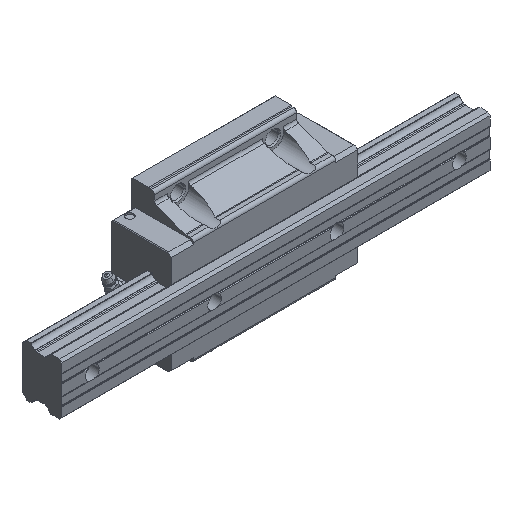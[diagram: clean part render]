
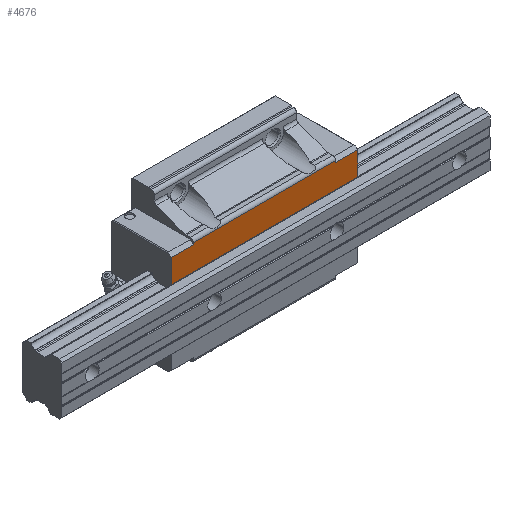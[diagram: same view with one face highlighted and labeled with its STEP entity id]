
A CAD part, isometric view. The second image highlights one B-rep face of the part: STEP entity #4676.
In plain terms, the highlighted planar face has unit normal (0, -1, 0).
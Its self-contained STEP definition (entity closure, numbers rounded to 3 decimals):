
#1698 = EDGE_CURVE( '', #2506, #4644, #4986, .T. );
#1804 = EDGE_CURVE( '', #2674, #2538, #5105, .T. );
#2284 = EDGE_CURVE( '', #4644, #2890, #5634, .T. );
#2506 = VERTEX_POINT( '', #5875 );
#2538 = VERTEX_POINT( '', #5908 );
#2674 = VERTEX_POINT( '', #6058 );
#2734 = EDGE_CURVE( '', #4548, #4710, #6123, .T. );
#2890 = VERTEX_POINT( '', #6296 );
#2894 = EDGE_CURVE( '', #2890, #2538, #6300, .T. );
#3218 = VERTEX_POINT( '', #6652 );
#3440 = EDGE_CURVE( '', #4548, #2506, #6895, .T. );
#4548 = VERTEX_POINT( '', #8123 );
#4644 = VERTEX_POINT( '', #8224 );
#4676 = ADVANCED_FACE( '', ( #8260 ), #8261, .T. );
#4710 = VERTEX_POINT( '', #8296 );
#4826 = EDGE_CURVE( '', #3218, #2674, #8420, .T. );
#4932 = EDGE_CURVE( '', #4710, #3218, #8539, .T. );
#4986 = LINE( '', #8601, #8602 );
#5105 = LINE( '', #8796, #8797 );
#5634 = LINE( '', #9554, #9555 );
#5875 = CARTESIAN_POINT( '', ( 181., 7.5, 16.5 ) );
#5908 = CARTESIAN_POINT( '', ( 166.5, 7.5, 33.15 ) );
#6058 = CARTESIAN_POINT( '', ( 73.5, 7.5, 33.15 ) );
#6123 = LINE( '', #10319, #10320 );
#6296 = CARTESIAN_POINT( '', ( 166.5, 7.5, 32. ) );
#6300 = LINE( '', #10584, #10585 );
#6652 = CARTESIAN_POINT( '', ( 73.5, 7.5, 32. ) );
#6895 = LINE( '', #11604, #11605 );
#8123 = CARTESIAN_POINT( '', ( 59., 7.5, 16.5 ) );
#8224 = CARTESIAN_POINT( '', ( 181., 7.5, 32. ) );
#8260 = FACE_OUTER_BOUND( '', #13599, .T. );
#8261 = PLANE( '', #13600 );
#8296 = CARTESIAN_POINT( '', ( 59., 7.5, 32. ) );
#8420 = LINE( '', #13854, #13855 );
#8539 = LINE( '', #14033, #14034 );
#8601 = CARTESIAN_POINT( '', ( 181., 7.5, -32. ) );
#8602 = VECTOR( '', #14064, 1. );
#8796 = CARTESIAN_POINT( '', ( 73.5, 7.5, 33.15 ) );
#8797 = VECTOR( '', #14284, 1. );
#9554 = CARTESIAN_POINT( '', ( 181., 7.5, 32. ) );
#9555 = VECTOR( '', #14909, 1. );
#10319 = CARTESIAN_POINT( '', ( 59., 7.5, -32. ) );
#10320 = VECTOR( '', #15398, 1. );
#10584 = CARTESIAN_POINT( '', ( 166.5, 7.5, -33.15 ) );
#10585 = VECTOR( '', #15593, 1. );
#11604 = CARTESIAN_POINT( '', ( 66.25, 7.5, 16.5 ) );
#11605 = VECTOR( '', #16176, 1. );
#13599 = EDGE_LOOP( '', ( #17854, #17855, #17856, #17857, #17858, #17859, #17860, #17861 ) );
#13600 = AXIS2_PLACEMENT_3D( '', #17862, #17863, #17864 );
#13854 = CARTESIAN_POINT( '', ( 73.5, 7.5, -33.15 ) );
#13855 = VECTOR( '', #18040, 1. );
#14033 = CARTESIAN_POINT( '', ( 59., 7.5, 32. ) );
#14034 = VECTOR( '', #18192, 1. );
#14064 = DIRECTION( '', ( 0., 0., 1. ) );
#14284 = DIRECTION( '', ( 1., 0., 0. ) );
#14909 = DIRECTION( '', ( -1., 0., 0. ) );
#15398 = DIRECTION( '', ( 0., 0., 1. ) );
#15593 = DIRECTION( '', ( 0., 0., 1. ) );
#16176 = DIRECTION( '', ( 1., 0., 0. ) );
#17854 = ORIENTED_EDGE( '', *, *, #3440, .T. );
#17855 = ORIENTED_EDGE( '', *, *, #1698, .T. );
#17856 = ORIENTED_EDGE( '', *, *, #2284, .T. );
#17857 = ORIENTED_EDGE( '', *, *, #2894, .T. );
#17858 = ORIENTED_EDGE( '', *, *, #1804, .F. );
#17859 = ORIENTED_EDGE( '', *, *, #4826, .F. );
#17860 = ORIENTED_EDGE( '', *, *, #4932, .F. );
#17861 = ORIENTED_EDGE( '', *, *, #2734, .F. );
#17862 = CARTESIAN_POINT( '', ( 73.5, 7.5, -33.15 ) );
#17863 = DIRECTION( '', ( 0., -1., 0. ) );
#17864 = DIRECTION( '', ( 0., 0., -1. ) );
#18040 = DIRECTION( '', ( 0., 0., 1. ) );
#18192 = DIRECTION( '', ( 1., 0., 0. ) );
